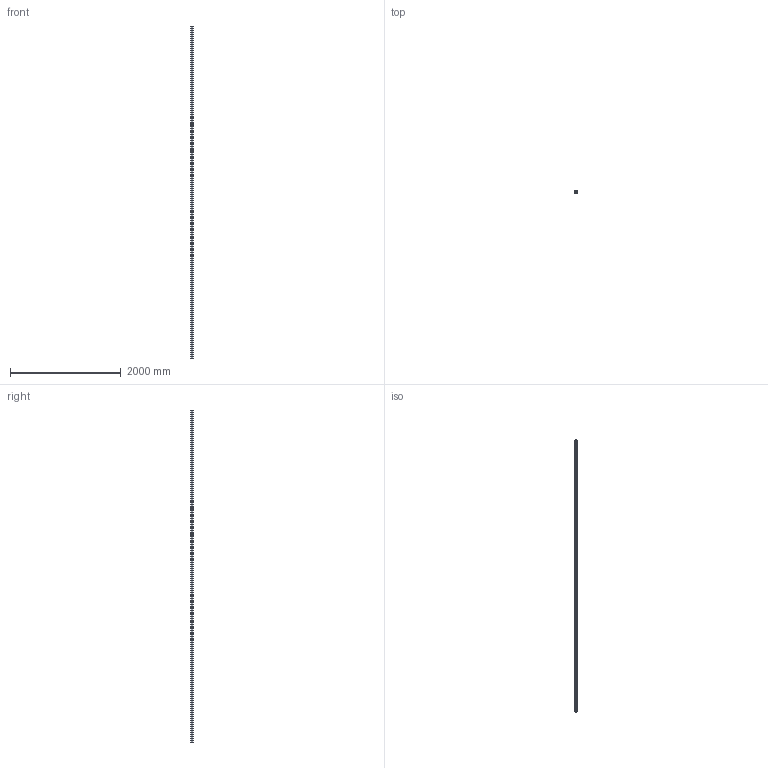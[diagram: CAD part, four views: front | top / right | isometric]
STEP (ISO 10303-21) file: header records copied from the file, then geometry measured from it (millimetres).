
FILE_DESCRIPTION (( 'STEP AP203' ), '1' );
FILE_NAME ('C01-8.STEP', '2018-04-02T17:09:34', ( 'User2' ), ( '' ), 'SwSTEP 2.0', 'SolidWorks 2007', '' );
FILE_SCHEMA (( 'CONFIG_CONTROL_DESIGN' ));
Length unit declared in the file: millimetre
Products named in the file (1): C01-8
Bounding box: 40 x 40 x 6000 mm (x, y, z)
Volume: 4169636.1 mm3; surface area: 2885255.4 mm2
Topology: 1 solids, 1 shells, 64 faces, 186 edges, 124 vertices
Faces by surface type: plane 54, cylinder 10
Entity records: 2191 total; most frequent: CARTESIAN_POINT 375, ORIENTED_EDGE 372, DIRECTION 336, EDGE_CURVE 186, LINE 166, VECTOR 166, VERTEX_POINT 124, AXIS2_PLACEMENT_3D 85
